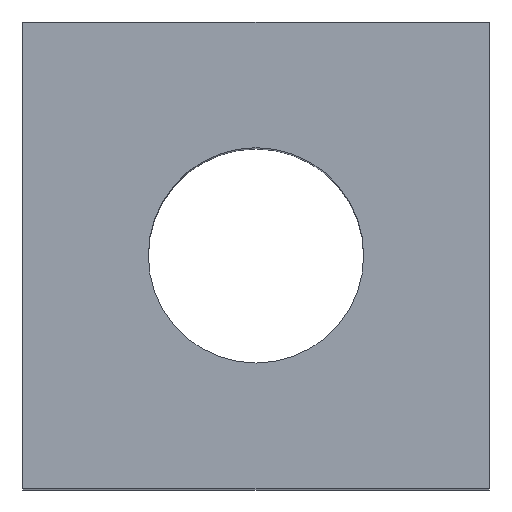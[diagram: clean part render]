
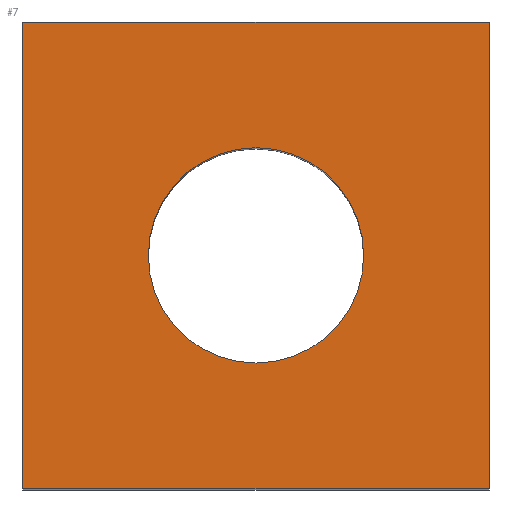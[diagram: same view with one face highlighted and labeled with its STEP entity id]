
A CAD part, top view. The second image highlights one B-rep face of the part: STEP entity #7.
In plain terms, the highlighted planar face has unit normal (0, 0, 1).
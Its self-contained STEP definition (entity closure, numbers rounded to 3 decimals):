
#1 = DIRECTION ( 'NONE',  ( 0., 1., 0. ) ) ;
#3 = CARTESIAN_POINT ( 'NONE',  ( 65., 65., 200. ) ) ;
#7 = ADVANCED_FACE ( 'NONE', ( #191, #303 ), #259, .T. ) ;
#12 = EDGE_CURVE ( 'NONE', #186, #22, #206, .T. ) ;
#16 = DIRECTION ( 'NONE',  ( 0., 0., 1. ) ) ;
#22 = VERTEX_POINT ( 'NONE', #219 ) ;
#36 = DIRECTION ( 'NONE',  ( 1., 0., 0. ) ) ;
#38 = EDGE_CURVE ( 'NONE', #212, #232, #270, .T. ) ;
#41 = ORIENTED_EDGE ( 'NONE', *, *, #38, .T. ) ;
#45 = AXIS2_PLACEMENT_3D ( 'NONE', #215, #16, #101 ) ;
#50 = ORIENTED_EDGE ( 'NONE', *, *, #12, .F. ) ;
#51 = CARTESIAN_POINT ( 'NONE',  ( 65., -65., 200. ) ) ;
#56 = EDGE_CURVE ( 'NONE', #234, #114, #200, .T. ) ;
#62 = AXIS2_PLACEMENT_3D ( 'NONE', #90, #146, #255 ) ;
#70 = CIRCLE ( 'NONE', #137, 30. ) ;
#88 = VECTOR ( 'NONE', #251, 1000. ) ;
#90 = CARTESIAN_POINT ( 'NONE',  ( 0., 0., 200. ) ) ;
#101 = DIRECTION ( 'NONE',  ( 0., -1., 0. ) ) ;
#106 = CARTESIAN_POINT ( 'NONE',  ( 0., 0., 200. ) ) ;
#114 = VERTEX_POINT ( 'NONE', #3 ) ;
#119 = EDGE_LOOP ( 'NONE', ( #50, #286 ) ) ;
#128 = CARTESIAN_POINT ( 'NONE',  ( 0., 30., 200. ) ) ;
#130 = DIRECTION ( 'NONE',  ( 0., -1., 0. ) ) ;
#131 = EDGE_CURVE ( 'NONE', #114, #212, #224, .T. ) ;
#137 = AXIS2_PLACEMENT_3D ( 'NONE', #106, #198, #130 ) ;
#141 = EDGE_LOOP ( 'NONE', ( #164, #41, #311, #171 ) ) ;
#142 = CARTESIAN_POINT ( 'NONE',  ( -65., -65., 200. ) ) ;
#146 = DIRECTION ( 'NONE',  ( 0., 0., 1. ) ) ;
#157 = VECTOR ( 'NONE', #1, 1000. ) ;
#164 = ORIENTED_EDGE ( 'NONE', *, *, #131, .T. ) ;
#171 = ORIENTED_EDGE ( 'NONE', *, *, #56, .T. ) ;
#180 = CARTESIAN_POINT ( 'NONE',  ( 65., 65., 200. ) ) ;
#186 = VERTEX_POINT ( 'NONE', #128 ) ;
#191 = FACE_OUTER_BOUND ( 'NONE', #141, .T. ) ;
#198 = DIRECTION ( 'NONE',  ( 0., 0., 1. ) ) ;
#200 = LINE ( 'NONE', #180, #157 ) ;
#203 = EDGE_CURVE ( 'NONE', #22, #186, #70, .T. ) ;
#205 = EDGE_CURVE ( 'NONE', #232, #234, #223, .T. ) ;
#206 = CIRCLE ( 'NONE', #45, 30. ) ;
#212 = VERTEX_POINT ( 'NONE', #299 ) ;
#215 = CARTESIAN_POINT ( 'NONE',  ( 0., 0., 200. ) ) ;
#219 = CARTESIAN_POINT ( 'NONE',  ( 0., -30., 200. ) ) ;
#223 = LINE ( 'NONE', #227, #293 ) ;
#224 = LINE ( 'NONE', #289, #244 ) ;
#227 = CARTESIAN_POINT ( 'NONE',  ( 65., -65., 200. ) ) ;
#232 = VERTEX_POINT ( 'NONE', #142 ) ;
#234 = VERTEX_POINT ( 'NONE', #51 ) ;
#244 = VECTOR ( 'NONE', #266, 1000. ) ;
#251 = DIRECTION ( 'NONE',  ( 0., -1., 0. ) ) ;
#255 = DIRECTION ( 'NONE',  ( 0., -1., 0. ) ) ;
#259 = PLANE ( 'NONE',  #62 ) ;
#266 = DIRECTION ( 'NONE',  ( -1., 0., 0. ) ) ;
#270 = LINE ( 'NONE', #297, #88 ) ;
#286 = ORIENTED_EDGE ( 'NONE', *, *, #203, .F. ) ;
#289 = CARTESIAN_POINT ( 'NONE',  ( 65., 65., 200. ) ) ;
#293 = VECTOR ( 'NONE', #36, 1000. ) ;
#297 = CARTESIAN_POINT ( 'NONE',  ( -65., 65., 200. ) ) ;
#299 = CARTESIAN_POINT ( 'NONE',  ( -65., 65., 200. ) ) ;
#303 = FACE_BOUND ( 'NONE', #119, .T. ) ;
#311 = ORIENTED_EDGE ( 'NONE', *, *, #205, .T. ) ;
